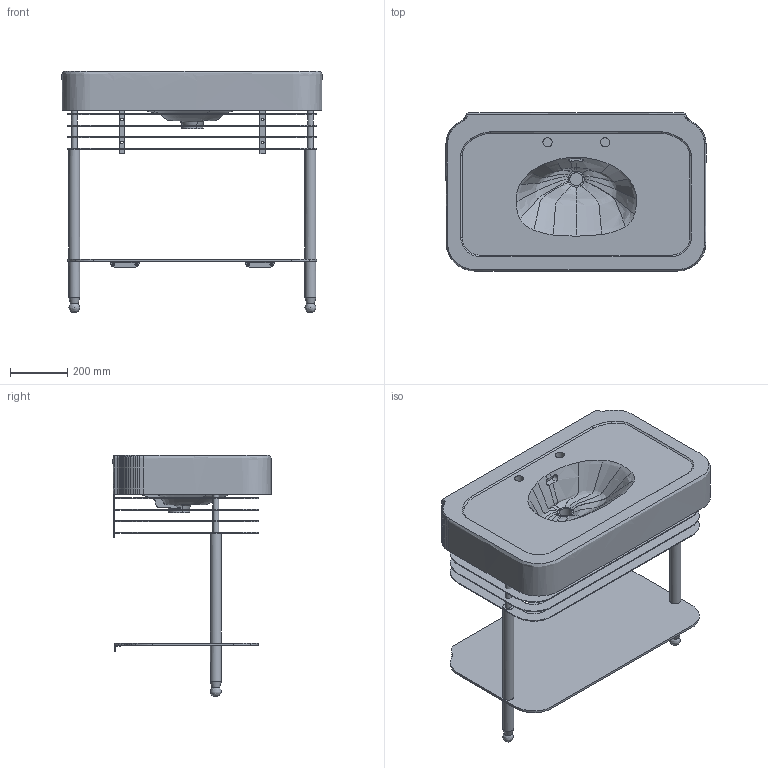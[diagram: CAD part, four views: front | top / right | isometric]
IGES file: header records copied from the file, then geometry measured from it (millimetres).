
Global section: file name: 80055; native system: AutoCAD 2016 - English; preprocessor: Autodesk Translation Framework DWG producer (atf_dwg_producer); organization: unknown; date: 20170210.130033; units: millimetre
Bounding box: 905.2 x 550.07 x 840 mm (x, y, z)
Volume: 65025029 mm3; surface area: 3478029.6 mm2
Topology: 13 solids, 13 shells, 423 faces, 1205 edges, 814 vertices
Faces by surface type: bspline 423
